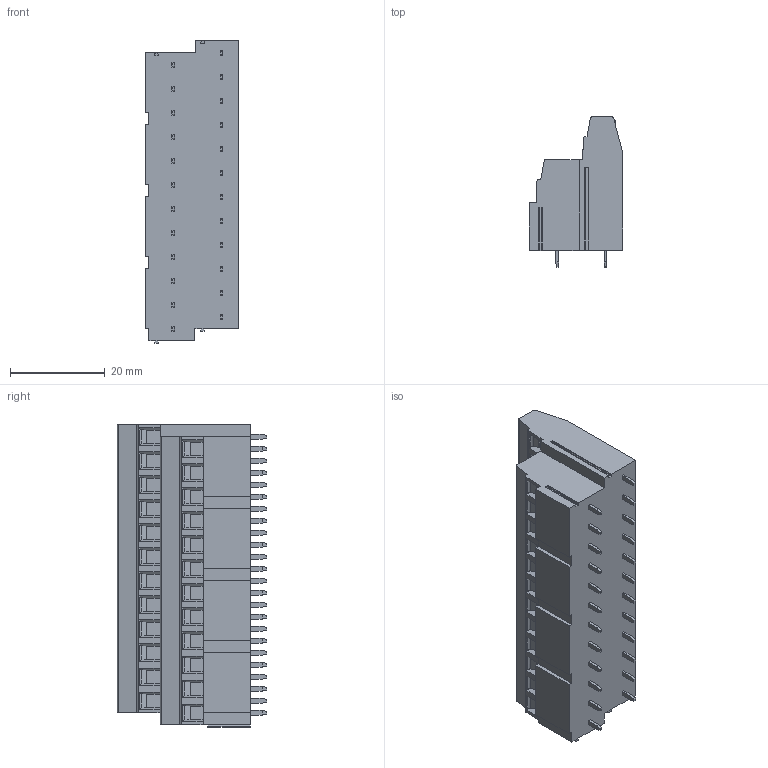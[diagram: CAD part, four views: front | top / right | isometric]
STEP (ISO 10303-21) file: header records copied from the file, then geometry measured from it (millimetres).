
FILE_DESCRIPTION((''),'2;1');
FILE_NAME('PRT0054','2025-01-16T',('yanfa'),(''),'PRO/ENGINEER BY PARAMETRIC TECHNOLOGY CORPORATION, 2009280','PRO/ENGINEER BY PARAMETRIC TECHNOLOGY CORPORATION, 2009280','');
FILE_SCHEMA(('AUTOMOTIVE_DESIGN_CC2 { 1 2 10303 214 -1 1 5 2 }'));
Length unit declared in the file: millimetre
Products named in the file (1): PRT0054
Bounding box: 19.85 x 31.7 x 64 mm (x, y, z)
Volume: 24925.2 mm3; surface area: 8067.6 mm2
Topology: 1 solids, 1 shells, 1043 faces, 2687 edges, 1714 vertices
Faces by surface type: plane 609, cylinder 262, cone 112, torus 48, sphere 12
Entity records: 32195 total; most frequent: CARTESIAN_POINT 6582, ORIENTED_EDGE 5374, DIRECTION 5253, EDGE_CURVE 2687, VECTOR 1871, LINE 1871, VERTEX_POINT 1714, AXIS2_PLACEMENT_3D 1691
